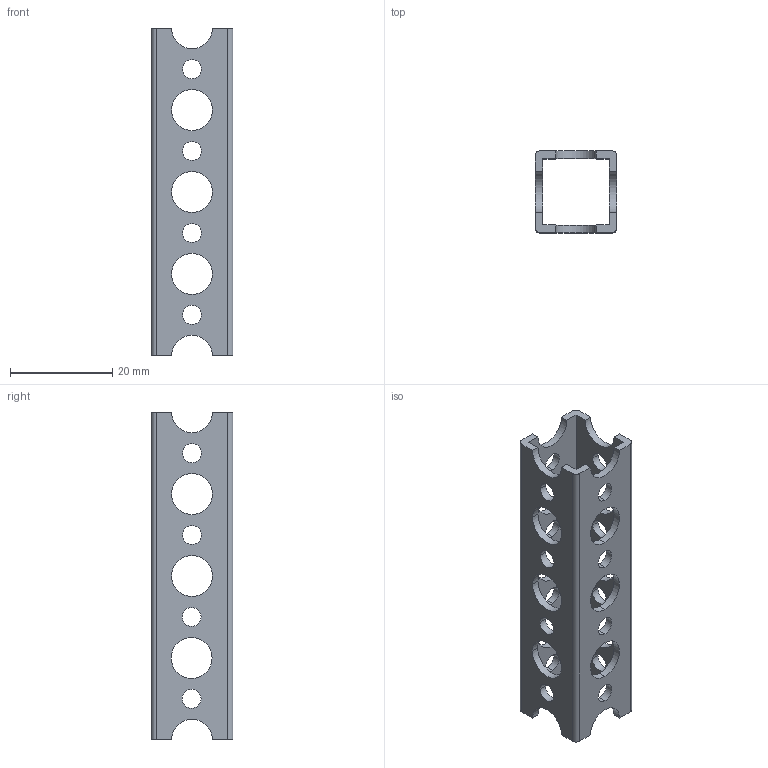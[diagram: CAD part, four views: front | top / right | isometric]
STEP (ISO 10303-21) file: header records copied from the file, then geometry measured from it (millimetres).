
FILE_DESCRIPTION (( 'STEP AP214' ), '1' );
FILE_NAME ('40201_TXP-Square Beam 4 Hole.STEP', '2017-03-28T20:11:58', ( '' ), ( '' ), 'SwSTEP 2.0', 'SolidWorks 2016', '' );
FILE_SCHEMA (( 'AUTOMOTIVE_DESIGN' ));
Length unit declared in the file: millimetre
Products named in the file (2): 40201_TXP-Square Beam 4 Hole
Bounding box: 16 x 16 x 64 mm (x, y, z)
Volume: 4048.6 mm3; surface area: 6320 mm2
Topology: 1 solids, 1 shells, 86 faces, 258 edges, 172 vertices
Faces by surface type: cylinder 70, plane 16
Entity records: 3147 total; most frequent: DIRECTION 574, CARTESIAN_POINT 518, ORIENTED_EDGE 516, EDGE_CURVE 258, AXIS2_PLACEMENT_3D 228, VERTEX_POINT 172, EDGE_LOOP 142, CIRCLE 140
